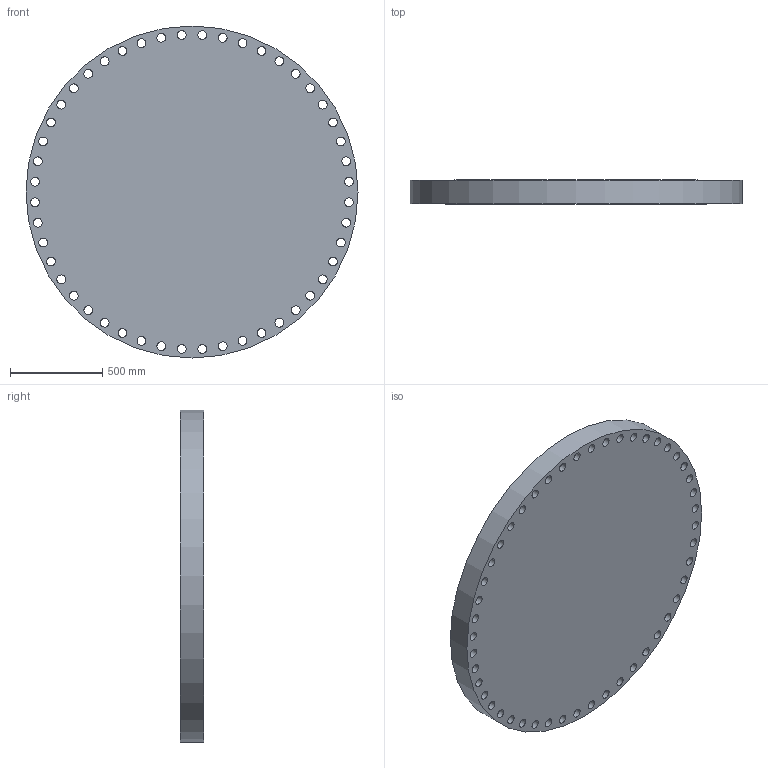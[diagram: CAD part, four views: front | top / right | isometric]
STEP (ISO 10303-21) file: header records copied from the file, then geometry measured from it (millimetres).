
FILE_DESCRIPTION(/* description */ (''),/* implementation_level */ '2;1');
FILE_NAME(/* name */ 'ASME-A150-58B.stp',/* time_stamp */ '2023-11-07T14:41:00-05:00',/* author */ ('Admin'),/* organization */ (''),/* preprocessor_version */ 'ST-DEVELOPER v19',/* originating_system */ 'Autodesk Inventor 2023',/* authorisation */ '');
FILE_SCHEMA (('AUTOMOTIVE_DESIGN { 1 0 10303 214 3 1 1 }'));
Length unit declared in the file: inch
Products named in the file (1): ASME-A150-58B
Bounding box: 1803.4 x 128.59 x 1803.4 mm (x, y, z)
Volume: 316839554.5 mm3; surface area: 6572570.6 mm2
Topology: 1 solids, 1 shells, 53 faces, 150 edges, 100 vertices
Faces by surface type: cylinder 49, plane 3, cone 1
Full cylindrical faces by diameter (mm): 47.625 x48, 1803.4 x1
Entity records: 2021 total; most frequent: DIRECTION 358, CARTESIAN_POINT 304, ORIENTED_EDGE 300, AXIS2_PLACEMENT_3D 154, EDGE_LOOP 150, EDGE_CURVE 150, CIRCLE 100, VERTEX_POINT 100
